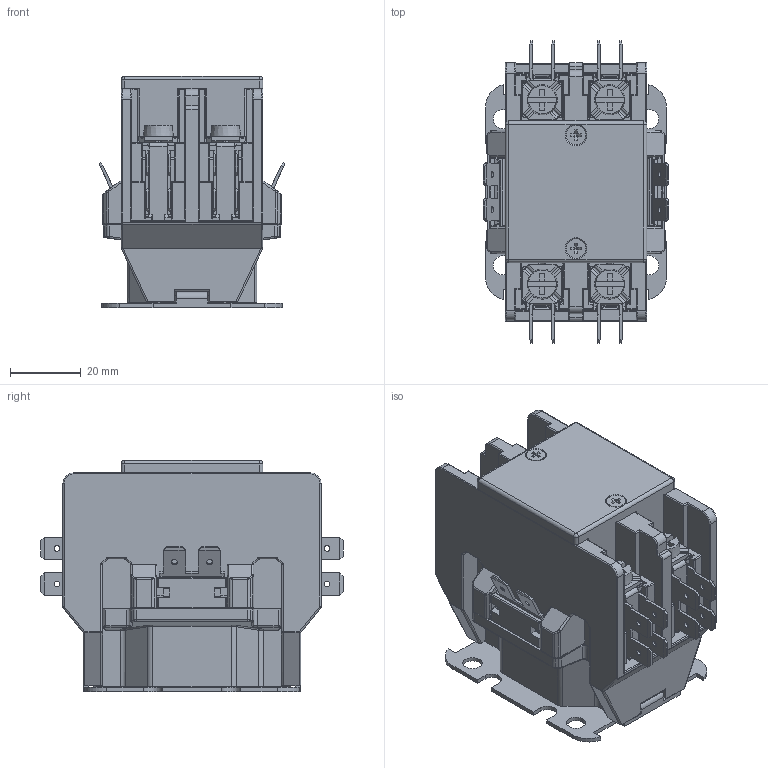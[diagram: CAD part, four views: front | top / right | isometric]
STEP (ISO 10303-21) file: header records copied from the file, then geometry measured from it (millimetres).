
FILE_DESCRIPTION((''),'2;1');
FILE_NAME('2ZTD-400-189_ASM','2018-10-29T',('KYCAD028'),(''),'PRO/ENGINEER BY PARAMETRIC TECHNOLOGY CORPORATION, 2008380','PRO/ENGINEER BY PARAMETRIC TECHNOLOGY CORPORATION, 2008380','');
FILE_SCHEMA(('CONFIG_CONTROL_DESIGN'));
Length unit declared in the file: millimetre
Products named in the file (31): 8ZTD-024-921; 8104134; 8ZTD-612-GL; 8996004; 8553136_; 8550178_; 5ZTD-553_ASM; 8282438; 8ZTD-282-439; 5104171_ASM; 8ZTD-732-490; 5ZTD-612-2; 8ZTD-549; 8ZTD-287-2017; 8ZTD-557-604; 8ZTD-732-4902; 5ZTD-520-863_ASM; 8ZTD-024-427; 8ZTD-315-1359; 8ZTD-315-1360; GB846-ST29X10-F; 8557480; 8550529B; 5557421_ASM; 8ZTD-557-823; 8939004; 8952002; 5850005_ASM; GB845-ST29X10-F_; 5ZTD-550-4_ASM; 2ZTD-400-189_ASM
Assembly tree (44 placements, depth 4):
  2ZTD-400-189_ASM
    8ZTD-024-921
    5104171_ASM
      8104134
      8ZTD-612-GL
      8996004  x2
      5ZTD-553_ASM  x2
        8553136_
        8550178_
      8282438  x2
      8ZTD-282-439  x2
    5ZTD-520-863_ASM
      8ZTD-732-490
      5ZTD-612-2
      8ZTD-549  x2
      8ZTD-287-2017
      8ZTD-557-604  x2
      8ZTD-732-4902
    8ZTD-024-427
    8ZTD-315-1359  x2
    8ZTD-315-1360
    GB846-ST29X10-F  x2
    5ZTD-550-4_ASM  x4
      5557421_ASM
        8557480
        8550529B
      8ZTD-557-823
      5850005_ASM
        8939004
        8952002
      GB845-ST29X10-F_
    GB845-ST29X10-F_  x2
Bounding box: 52.24 x 85.4 x 65.2 mm (x, y, z)
Volume: 106371.6 mm3; surface area: 90970.2 mm2
Topology: 55 solids, 69 shells, 5273 faces, 13344 edges, 8451 vertices
Faces by surface type: plane 3156, cylinder 1511, torus 209, bspline 145, cone 132, sphere 120
Entity records: 117733 total; most frequent: CARTESIAN_POINT 31290, ORIENTED_EDGE 18174, DIRECTION 17508, EDGE_CURVE 9093, VECTOR 6242, LINE 6242, VERTEX_POINT 5705, AXIS2_PLACEMENT_3D 5633
